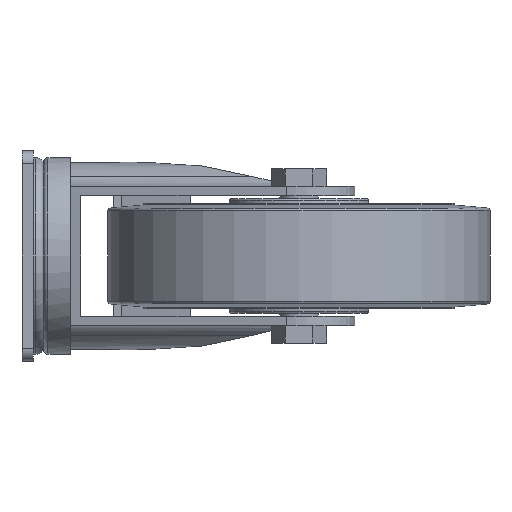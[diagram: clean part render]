
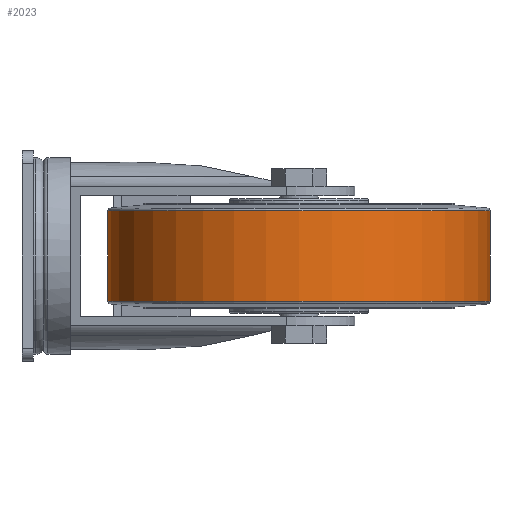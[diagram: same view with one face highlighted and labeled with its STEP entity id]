
A CAD part, left-side view. The second image highlights one B-rep face of the part: STEP entity #2023.
In plain terms, the highlighted cylindrical face has radius 100 mm (diameter 200 mm), a full revolution.
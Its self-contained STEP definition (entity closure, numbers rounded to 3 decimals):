
#974=ORIENTED_EDGE('',*,*,#1260,.T.);
#975=ORIENTED_EDGE('',*,*,#1259,.F.);
#1259=EDGE_CURVE('',#1452,#1452,#1543,.T.);
#1260=EDGE_CURVE('',#1453,#1453,#1544,.T.);
#1452=VERTEX_POINT('',#3445);
#1453=VERTEX_POINT('',#3448);
#1543=CIRCLE('',#2240,100.);
#1544=CIRCLE('',#2242,100.);
#1695=EDGE_LOOP('',(#974));
#1696=EDGE_LOOP('',(#975));
#1859=FACE_BOUND('',#1695,.T.);
#1860=FACE_BOUND('',#1696,.T.);
#1916=CYLINDRICAL_SURFACE('',#2241,100.);
#2023=ADVANCED_FACE('',(#1859,#1860),#1916,.T.);
#2240=AXIS2_PLACEMENT_3D('',#3444,#2818,#2819);
#2241=AXIS2_PLACEMENT_3D('',#3446,#2820,#2821);
#2242=AXIS2_PLACEMENT_3D('',#3447,#2822,#2823);
#2818=DIRECTION('',(0.,0.,-1.));
#2819=DIRECTION('',(-1.,0.,0.));
#2820=DIRECTION('',(0.,0.,-1.));
#2821=DIRECTION('',(-1.,0.,0.));
#2822=DIRECTION('',(0.,0.,-1.));
#2823=DIRECTION('',(-1.,0.,0.));
#3444=CARTESIAN_POINT('',(0.,0.,-23.626));
#3445=CARTESIAN_POINT('',(-100.,0.,-23.626));
#3446=CARTESIAN_POINT('',(0.,0.,-30.));
#3447=CARTESIAN_POINT('',(0.,0.,23.626));
#3448=CARTESIAN_POINT('',(-100.,0.,23.626));
